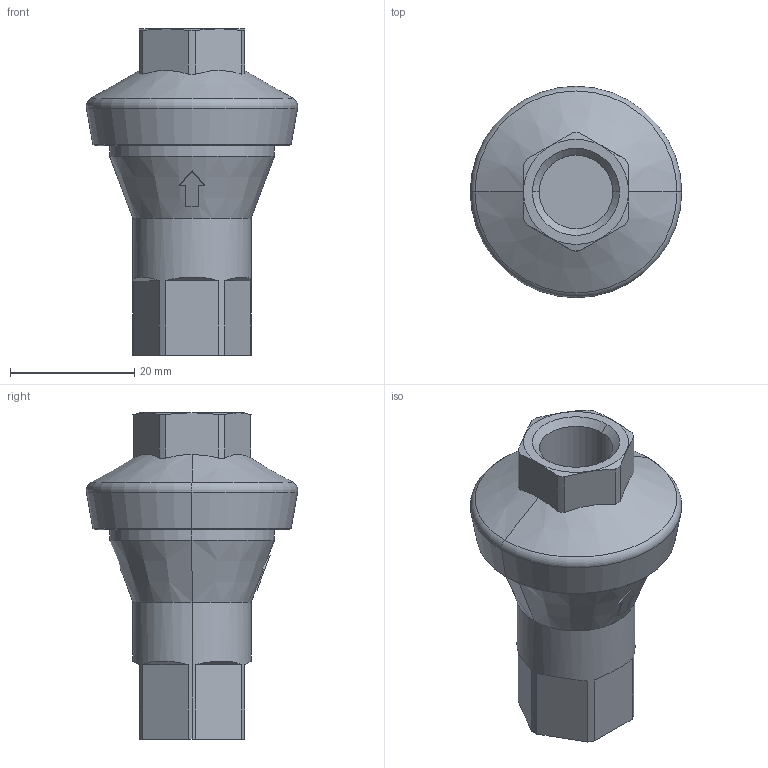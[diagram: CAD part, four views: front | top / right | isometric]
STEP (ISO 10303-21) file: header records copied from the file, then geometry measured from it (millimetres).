
FILE_DESCRIPTION (( 'STEP AP214' ), '1' );
FILE_NAME ('1702367 Tri-In-Line Saveair G1-4 2.0bar.STEP', '2021-10-25T07:42:32', ( '' ), ( '' ), 'SwSTEP 2.0', 'SolidWorks 2021', '' );
FILE_SCHEMA (( 'AUTOMOTIVE_DESIGN' ));
Length unit declared in the file: millimetre
Products named in the file (1): 1702367 Tri-In-Line Saveair G1-4 2.0bar
Bounding box: 34 x 34 x 52.5 mm (x, y, z)
Volume: 18798.5 mm3; surface area: 5654.2 mm2
Topology: 1 solids, 1 shells, 64 faces, 161 edges, 102 vertices
Faces by surface type: plane 31, cylinder 16, cone 15, torus 2
Entity records: 2752 total; most frequent: CARTESIAN_POINT 557, ORIENTED_EDGE 318, DIRECTION 306, EDGE_CURVE 159, AXIS2_PLACEMENT_3D 116, VERTEX_POINT 101, VECTOR 74, LINE 74
